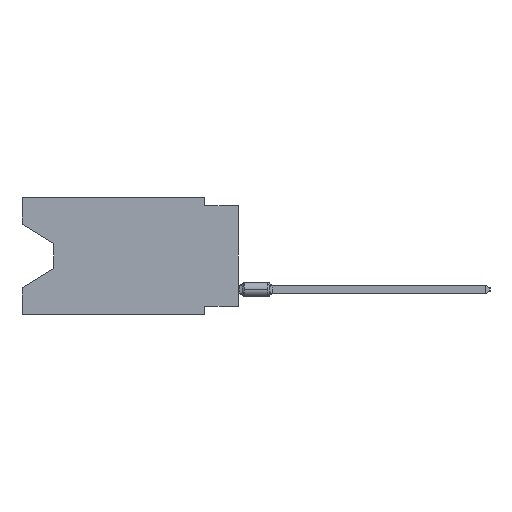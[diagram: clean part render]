
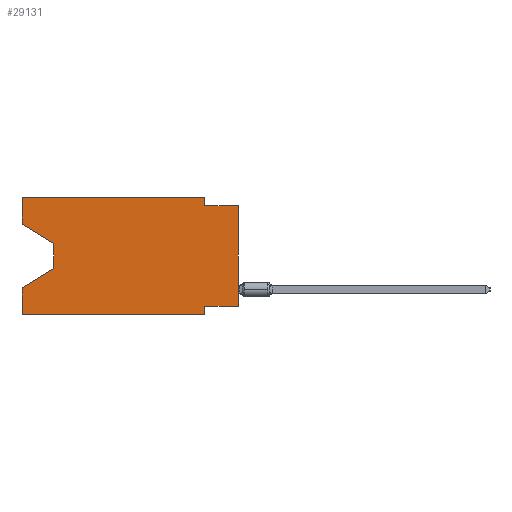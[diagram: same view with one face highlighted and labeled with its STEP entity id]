
A CAD part, left-side view. The second image highlights one B-rep face of the part: STEP entity #29131.
In plain terms, the highlighted planar face has unit normal (-1, 0, 0).
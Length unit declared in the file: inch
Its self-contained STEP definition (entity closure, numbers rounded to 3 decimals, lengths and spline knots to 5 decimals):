
#508 = ORIENTED_EDGE ( 'NONE', *, *, #43176, .F. ) ;
#627 = VERTEX_POINT ( 'NONE', #49670 ) ;
#674 = CARTESIAN_POINT ( 'NONE',  ( 0., 0.1, 0. ) ) ;
#677 = EDGE_CURVE ( 'NONE', #6340, #40137, #38633, .T. ) ;
#802 = DIRECTION ( 'NONE',  ( 1., 0., 0. ) ) ;
#1711 = CARTESIAN_POINT ( 'NONE',  ( 0., 0., 0. ) ) ;
#2340 = EDGE_CURVE ( 'NONE', #24534, #627, #36980, .T. ) ;
#2907 = VECTOR ( 'NONE', #38274, 39.37008 ) ;
#3182 = EDGE_CURVE ( 'NONE', #42112, #43120, #30598, .T. ) ;
#4181 = AXIS2_PLACEMENT_3D ( 'NONE', #35857, #802, #32014 ) ;
#5213 = ORIENTED_EDGE ( 'NONE', *, *, #32178, .F. ) ;
#5501 = CARTESIAN_POINT ( 'NONE',  ( 0., 0.645, 0. ) ) ;
#5509 = LINE ( 'NONE', #47776, #45165 ) ;
#5778 = LINE ( 'NONE', #1711, #36888 ) ;
#5963 = EDGE_CURVE ( 'NONE', #24884, #6340, #12620, .T. ) ;
#6340 = VERTEX_POINT ( 'NONE', #29184 ) ;
#6344 = EDGE_LOOP ( 'NONE', ( #27355, #8129, #47041, #33976, #50092, #508, #39536, #31891, #33964, #5213, #12942, #11619 ) ) ;
#6512 = VECTOR ( 'NONE', #13360, 39.37008 ) ;
#8129 = ORIENTED_EDGE ( 'NONE', *, *, #5963, .T. ) ;
#9192 = DIRECTION ( 'NONE',  ( 0., 0., -1. ) ) ;
#10929 = CARTESIAN_POINT ( 'NONE',  ( 0., 0.55, -0.138 ) ) ;
#11619 = ORIENTED_EDGE ( 'NONE', *, *, #2340, .F. ) ;
#11740 = CARTESIAN_POINT ( 'NONE',  ( 0., 0.55, -0.212 ) ) ;
#12620 = LINE ( 'NONE', #25374, #43987 ) ;
#12942 = ORIENTED_EDGE ( 'NONE', *, *, #47724, .F. ) ;
#13360 = DIRECTION ( 'NONE',  ( 0., -1., 0. ) ) ;
#13489 = VECTOR ( 'NONE', #17253, 39.37008 ) ;
#14193 = DIRECTION ( 'NONE',  ( 0., 0., -1. ) ) ;
#17253 = DIRECTION ( 'NONE',  ( 0., 0., 1. ) ) ;
#18042 = CARTESIAN_POINT ( 'NONE',  ( 0., 0., -0.325 ) ) ;
#19029 = LINE ( 'NONE', #18042, #31356 ) ;
#20187 = CARTESIAN_POINT ( 'NONE',  ( 0., 0.1, 0. ) ) ;
#20531 = LINE ( 'NONE', #47955, #6512 ) ;
#20635 = EDGE_CURVE ( 'NONE', #29411, #40137, #40311, .T. ) ;
#21088 = DIRECTION ( 'NONE',  ( 0., -1., 0. ) ) ;
#22071 = VERTEX_POINT ( 'NONE', #41062 ) ;
#22413 = VERTEX_POINT ( 'NONE', #33068 ) ;
#22611 = CARTESIAN_POINT ( 'NONE',  ( 0., 0.1, -0.35 ) ) ;
#23214 = CARTESIAN_POINT ( 'NONE',  ( 0., 0.1, -0.025 ) ) ;
#23409 = CARTESIAN_POINT ( 'NONE',  ( 0., 0.645, -0.35 ) ) ;
#23986 = VECTOR ( 'NONE', #9192, 39.37008 ) ;
#24022 = EDGE_CURVE ( 'NONE', #24534, #24884, #26415, .T. ) ;
#24046 = FACE_OUTER_BOUND ( 'NONE', #6344, .T. ) ;
#24534 = VERTEX_POINT ( 'NONE', #28145 ) ;
#24884 = VERTEX_POINT ( 'NONE', #10929 ) ;
#25374 = CARTESIAN_POINT ( 'NONE',  ( 0., 0.55, -0.138 ) ) ;
#25455 = CARTESIAN_POINT ( 'NONE',  ( 0., 0., -0.025 ) ) ;
#25754 = PLANE ( 'NONE',  #4181 ) ;
#26415 = LINE ( 'NONE', #42052, #39604 ) ;
#27355 = ORIENTED_EDGE ( 'NONE', *, *, #24022, .T. ) ;
#28145 = CARTESIAN_POINT ( 'NONE',  ( 0., 0.645, -0.08025 ) ) ;
#28855 = EDGE_CURVE ( 'NONE', #22413, #43120, #5778, .T. ) ;
#29131 = ADVANCED_FACE ( 'NONE', ( #24046 ), #25754, .F. ) ;
#29184 = CARTESIAN_POINT ( 'NONE',  ( 0., 0.55, -0.212 ) ) ;
#29411 = VERTEX_POINT ( 'NONE', #23409 ) ;
#30540 = CARTESIAN_POINT ( 'NONE',  ( 0., 0.1, -0.35 ) ) ;
#30598 = LINE ( 'NONE', #49822, #2907 ) ;
#31356 = VECTOR ( 'NONE', #34667, 39.37008 ) ;
#31715 = EDGE_CURVE ( 'NONE', #22413, #22071, #19029, .T. ) ;
#31891 = ORIENTED_EDGE ( 'NONE', *, *, #28855, .T. ) ;
#32014 = DIRECTION ( 'NONE',  ( 0., 0., -1. ) ) ;
#32178 = EDGE_CURVE ( 'NONE', #47108, #42112, #35050, .T. ) ;
#33068 = CARTESIAN_POINT ( 'NONE',  ( 0., 0., -0.325 ) ) ;
#33684 = DIRECTION ( 'NONE',  ( 0., 0., 1. ) ) ;
#33964 = ORIENTED_EDGE ( 'NONE', *, *, #3182, .F. ) ;
#33976 = ORIENTED_EDGE ( 'NONE', *, *, #20635, .F. ) ;
#34667 = DIRECTION ( 'NONE',  ( 0., 1., 0. ) ) ;
#35050 = LINE ( 'NONE', #20187, #23986 ) ;
#35857 = CARTESIAN_POINT ( 'NONE',  ( 0., 0.645, 0. ) ) ;
#36888 = VECTOR ( 'NONE', #33684, 39.37008 ) ;
#36980 = LINE ( 'NONE', #5501, #13489 ) ;
#37966 = DIRECTION ( 'NONE',  ( 0., -0.855, -0.519 ) ) ;
#38274 = DIRECTION ( 'NONE',  ( 0., -1., 0. ) ) ;
#38633 = LINE ( 'NONE', #11740, #38805 ) ;
#38805 = VECTOR ( 'NONE', #42472, 39.37008 ) ;
#39536 = ORIENTED_EDGE ( 'NONE', *, *, #31715, .F. ) ;
#39604 = VECTOR ( 'NONE', #37966, 39.37008 ) ;
#40137 = VERTEX_POINT ( 'NONE', #50266 ) ;
#40311 = LINE ( 'NONE', #45169, #41682 ) ;
#41055 = VECTOR ( 'NONE', #14193, 39.37008 ) ;
#41062 = CARTESIAN_POINT ( 'NONE',  ( 0., 0.1, -0.325 ) ) ;
#41585 = EDGE_CURVE ( 'NONE', #29411, #47345, #5509, .T. ) ;
#41682 = VECTOR ( 'NONE', #44659, 39.37008 ) ;
#42052 = CARTESIAN_POINT ( 'NONE',  ( 0., 0.645, -0.08025 ) ) ;
#42112 = VERTEX_POINT ( 'NONE', #23214 ) ;
#42472 = DIRECTION ( 'NONE',  ( 0., 0.855, -0.519 ) ) ;
#43120 = VERTEX_POINT ( 'NONE', #25455 ) ;
#43176 = EDGE_CURVE ( 'NONE', #22071, #47345, #49789, .T. ) ;
#43861 = DIRECTION ( 'NONE',  ( 0., 0., -1. ) ) ;
#43987 = VECTOR ( 'NONE', #43861, 39.37008 ) ;
#44659 = DIRECTION ( 'NONE',  ( 0., 0., 1. ) ) ;
#45165 = VECTOR ( 'NONE', #21088, 39.37008 ) ;
#45169 = CARTESIAN_POINT ( 'NONE',  ( 0., 0.645, 0. ) ) ;
#47041 = ORIENTED_EDGE ( 'NONE', *, *, #677, .T. ) ;
#47108 = VERTEX_POINT ( 'NONE', #674 ) ;
#47345 = VERTEX_POINT ( 'NONE', #30540 ) ;
#47724 = EDGE_CURVE ( 'NONE', #627, #47108, #20531, .T. ) ;
#47776 = CARTESIAN_POINT ( 'NONE',  ( 0., 0.645, -0.35 ) ) ;
#47955 = CARTESIAN_POINT ( 'NONE',  ( 0., 0.645, 0. ) ) ;
#49670 = CARTESIAN_POINT ( 'NONE',  ( 0., 0.645, 0. ) ) ;
#49789 = LINE ( 'NONE', #22611, #41055 ) ;
#49822 = CARTESIAN_POINT ( 'NONE',  ( 0., 0., -0.025 ) ) ;
#50092 = ORIENTED_EDGE ( 'NONE', *, *, #41585, .T. ) ;
#50266 = CARTESIAN_POINT ( 'NONE',  ( 0., 0.645, -0.26975 ) ) ;
